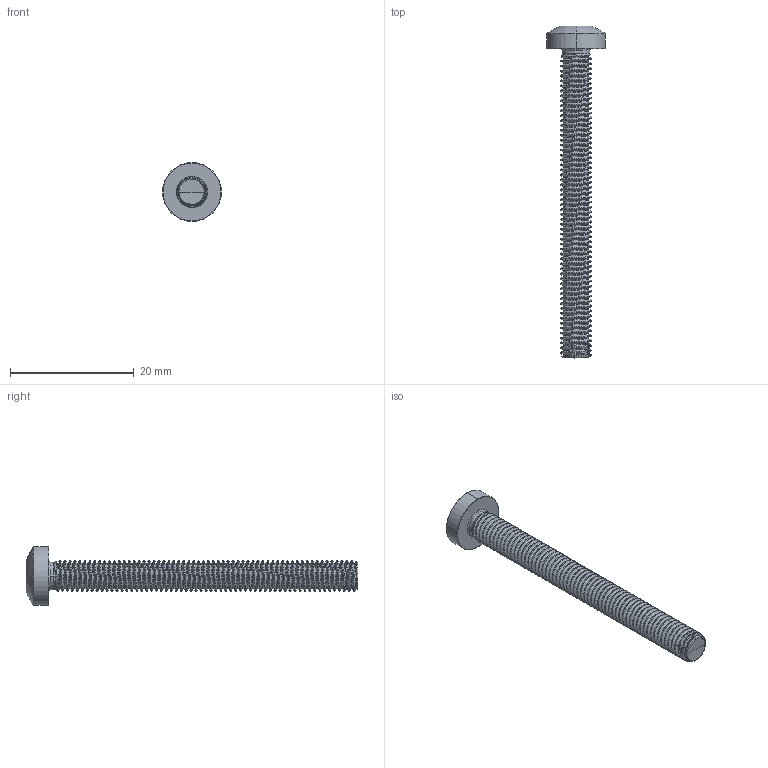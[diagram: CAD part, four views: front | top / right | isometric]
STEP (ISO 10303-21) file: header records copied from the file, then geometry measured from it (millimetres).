
FILE_DESCRIPTION (( 'STEP AP203' ), '1' );
FILE_NAME ('STM390500500.STEP', '2020-12-23T17:05:56', ( '' ), ( '' ), 'SwSTEP 2.0', 'SolidWorks 2015', '' );
FILE_SCHEMA (( 'CONFIG_CONTROL_DESIGN' ));
Length unit declared in the file: millimetre
Products named in the file (2): STM390500500
Bounding box: 9.5 x 53.7 x 9.5 mm (x, y, z)
Volume: 999.8 mm3; surface area: 1425.6 mm2
Topology: 1 solids, 1 shells, 194 faces, 542 edges, 350 vertices
Faces by surface type: cylinder 144, bspline 18, torus 13, cone 12, sphere 4, plane 3
Entity records: 35921 total; most frequent: CARTESIAN_POINT 31702, ORIENTED_EDGE 1080, DIRECTION 637, EDGE_CURVE 540, VERTEX_POINT 350, AXIS2_PLACEMENT_3D 242, EDGE_LOOP 196, ADVANCED_FACE 194
